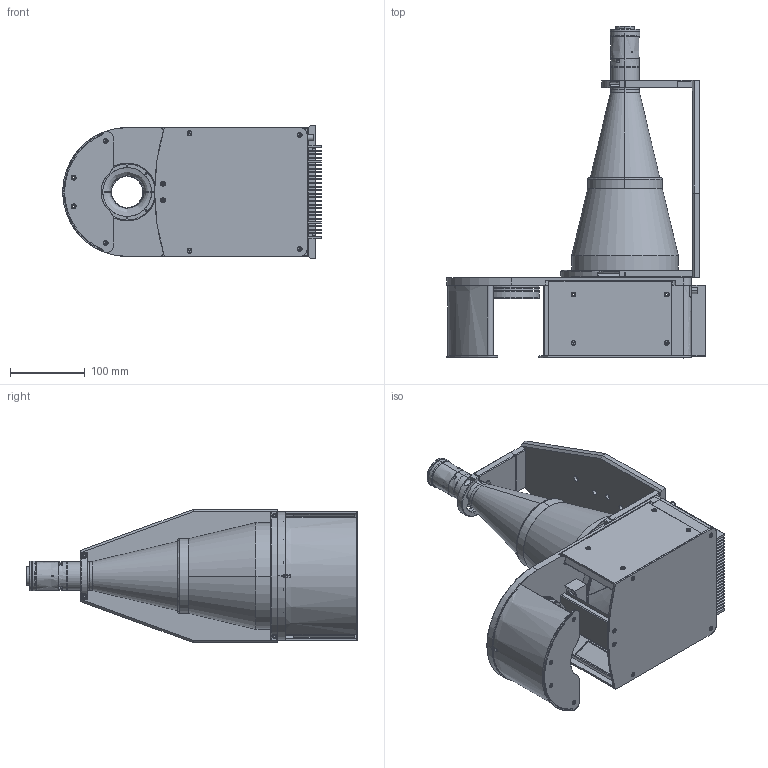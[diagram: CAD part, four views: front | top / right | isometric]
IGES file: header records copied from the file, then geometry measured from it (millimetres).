
Start section: SolidWorks IGES file using analytic representation for surfaces
Global section: file name: DP29849_TCCAGE3MHR096-C.igs; native system: SolidWorks 2020; preprocessor: SolidWorks 2020; author: andreava; date: 200224.150619; units: millimetre
Bounding box: 346.95 x 445.48 x 179 mm (x, y, z)
Surface area: 718628.5 mm2 (no closed solid volume)
Topology: 0 solids, 0 shells, 933 faces, 15634 edges, 15632 vertices
Faces by surface type: bspline 567, revolution 366
